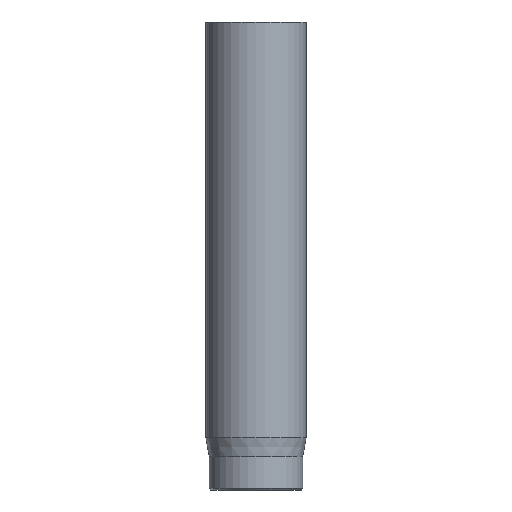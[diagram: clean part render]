
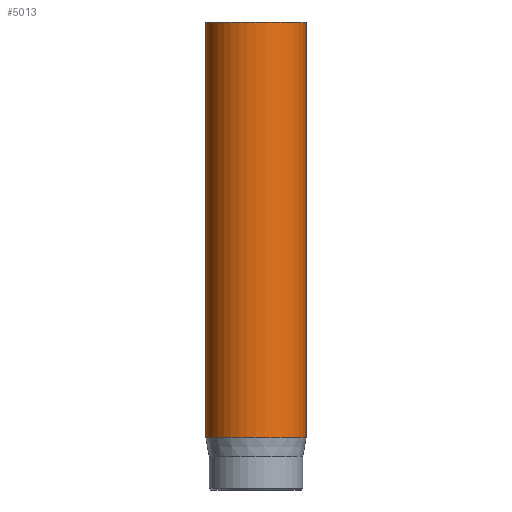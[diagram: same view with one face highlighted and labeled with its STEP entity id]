
A CAD part, front view. The second image highlights one B-rep face of the part: STEP entity #5013.
In plain terms, the highlighted cylindrical face has radius 1.5 mm (diameter 3 mm), a full revolution.
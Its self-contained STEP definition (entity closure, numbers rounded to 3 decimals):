
#42=CYLINDRICAL_SURFACE('',#5202,1.5);
#45=CIRCLE('',#5168,1.5);
#59=CIRCLE('',#5200,1.5);
#60=CIRCLE('',#5201,1.5);
#456=FACE_OUTER_BOUND('',#762,.T.);
#762=EDGE_LOOP('',(#4486,#4487,#4488,#4489,#4490));
#1135=LINE('',#9453,#1518);
#1518=VECTOR('',#5812,1.5);
#2325=VERTEX_POINT('',#9394);
#2339=VERTEX_POINT('',#9447);
#2340=VERTEX_POINT('',#9448);
#3039=EDGE_CURVE('',#2325,#2325,#45,.T.);
#3060=EDGE_CURVE('',#2339,#2340,#59,.T.);
#3061=EDGE_CURVE('',#2340,#2339,#60,.T.);
#3063=EDGE_CURVE('',#2325,#2339,#1135,.T.);
#4486=ORIENTED_EDGE('',*,*,#3039,.T.);
#4487=ORIENTED_EDGE('',*,*,#3063,.T.);
#4488=ORIENTED_EDGE('',*,*,#3060,.T.);
#4489=ORIENTED_EDGE('',*,*,#3061,.T.);
#4490=ORIENTED_EDGE('',*,*,#3063,.F.);
#5013=ADVANCED_FACE('',(#456),#42,.T.);
#5168=AXIS2_PLACEMENT_3D('',#9395,#5734,#5735);
#5200=AXIS2_PLACEMENT_3D('',#9449,#5805,#5806);
#5201=AXIS2_PLACEMENT_3D('',#9450,#5807,#5808);
#5202=AXIS2_PLACEMENT_3D('',#9452,#5810,#5811);
#5734=DIRECTION('center_axis',(0.,0.,-1.));
#5735=DIRECTION('ref_axis',(-1.,0.,0.));
#5805=DIRECTION('center_axis',(0.,0.,1.));
#5806=DIRECTION('ref_axis',(-1.,0.,0.));
#5807=DIRECTION('center_axis',(0.,0.,1.));
#5808=DIRECTION('ref_axis',(-1.,0.,0.));
#5810=DIRECTION('center_axis',(0.,0.,1.));
#5811=DIRECTION('ref_axis',(-1.,0.,0.));
#5812=DIRECTION('',(0.,0.,-1.));
#9394=CARTESIAN_POINT('',(1.5,0.,14.));
#9395=CARTESIAN_POINT('Origin',(0.,0.,14.));
#9447=CARTESIAN_POINT('',(1.5,0.,1.567));
#9448=CARTESIAN_POINT('',(-1.5,0.,1.567));
#9449=CARTESIAN_POINT('Origin',(0.,0.,1.567));
#9450=CARTESIAN_POINT('Origin',(0.,0.,1.567));
#9452=CARTESIAN_POINT('Origin',(0.,0.,0.));
#9453=CARTESIAN_POINT('',(1.5,0.,0.));
